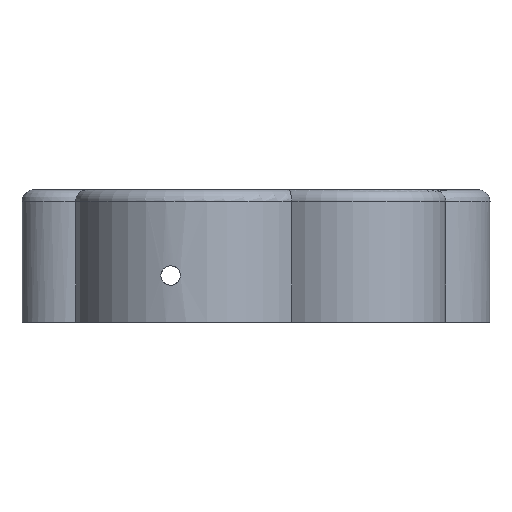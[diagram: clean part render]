
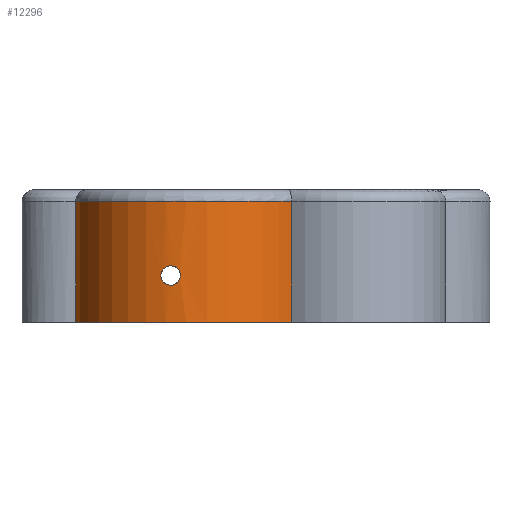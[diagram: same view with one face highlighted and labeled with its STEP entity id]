
A CAD part, left-side view. The second image highlights one B-rep face of the part: STEP entity #12296.
In plain terms, the highlighted cylindrical face has radius 38.396 mm (diameter 76.792 mm), a partial arc.
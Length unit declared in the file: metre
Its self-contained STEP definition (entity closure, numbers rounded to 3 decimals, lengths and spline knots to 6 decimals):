
#22=CYLINDRICAL_SURFACE('',#13190,0.038396);
#563=B_SPLINE_CURVE_WITH_KNOTS('',3,(#18866,#18867,#18868,#18869,#18870,
#18871,#18872,#18873,#18874,#18875,#18876),.UNSPECIFIED.,.T.,.F.,(1,1,1,
1,1,1,1,1,1,1,1,1,1,1,1),(-0.007515,-0.00501,-0.002505,
0.,0.002505,0.00501,0.007515,0.010021,
0.012526,0.015031,0.017536,0.020041,
0.022546,0.025051,0.027556),.UNSPECIFIED.);
#922=CIRCLE('',#13191,0.038396);
#923=CIRCLE('',#13192,0.038396);
#1829=ORIENTED_EDGE('',*,*,#5681,.T.);
#1830=ORIENTED_EDGE('',*,*,#5682,.F.);
#1831=ORIENTED_EDGE('',*,*,#5683,.T.);
#1832=ORIENTED_EDGE('',*,*,#5678,.T.);
#1833=ORIENTED_EDGE('',*,*,#5684,.T.);
#5678=EDGE_CURVE('',#7603,#7604,#8582,.T.);
#5681=EDGE_CURVE('',#7605,#7605,#563,.T.);
#5682=EDGE_CURVE('',#7606,#7607,#8583,.T.);
#5683=EDGE_CURVE('',#7606,#7603,#922,.F.);
#5684=EDGE_CURVE('',#7604,#7607,#923,.T.);
#7603=VERTEX_POINT('',#18845);
#7604=VERTEX_POINT('',#18846);
#7605=VERTEX_POINT('',#18877);
#7606=VERTEX_POINT('',#18879);
#7607=VERTEX_POINT('',#18880);
#8582=LINE('',#18844,#9655);
#8583=LINE('',#18878,#9656);
#9655=VECTOR('',#14717,1.);
#9656=VECTOR('',#14720,1.);
#10554=EDGE_LOOP('',(#1829));
#10555=EDGE_LOOP('',(#1830,#1831,#1832,#1833));
#11310=FACE_BOUND('',#10554,.T.);
#11311=FACE_BOUND('',#10555,.T.);
#12296=ADVANCED_FACE('',(#11310,#11311),#22,.T.);
#13190=AXIS2_PLACEMENT_3D('',#18865,#14718,#14719);
#13191=AXIS2_PLACEMENT_3D('',#18881,#14721,#14722);
#13192=AXIS2_PLACEMENT_3D('',#18882,#14723,#14724);
#14717=DIRECTION('',(0.,0.,-1.));
#14718=DIRECTION('',(0.,0.,-1.));
#14719=DIRECTION('',(-1.,0.,0.));
#14720=DIRECTION('',(0.,0.,-1.));
#14721=DIRECTION('',(0.,0.,1.));
#14722=DIRECTION('',(1.,0.,0.));
#14723=DIRECTION('',(0.,0.,1.));
#14724=DIRECTION('',(1.,0.,0.));
#18844=CARTESIAN_POINT('',(-0.008298,0.05715,0.0381));
#18845=CARTESIAN_POINT('',(-0.008298,0.05715,0.03937));
#18846=CARTESIAN_POINT('',(-0.008298,0.05715,0.));
#18865=CARTESIAN_POINT('',(-0.029443,0.025101,0.0381));
#18866=CARTESIAN_POINT('',(-0.067547,0.029955,0.012743));
#18867=CARTESIAN_POINT('',(-0.067163,0.03245,0.01173));
#18868=CARTESIAN_POINT('',(-0.066585,0.034898,0.012728));
#18869=CARTESIAN_POINT('',(-0.066266,0.035969,0.015215));
#18870=CARTESIAN_POINT('',(-0.066576,0.034929,0.017725));
#18871=CARTESIAN_POINT('',(-0.067156,0.032489,0.018749));
#18872=CARTESIAN_POINT('',(-0.067542,0.029991,0.017769));
#18873=CARTESIAN_POINT('',(-0.067646,0.028915,0.015266));
#18874=CARTESIAN_POINT('',(-0.067547,0.029955,0.012743));
#18875=CARTESIAN_POINT('',(-0.067163,0.03245,0.01173));
#18876=CARTESIAN_POINT('',(-0.066585,0.034898,0.012728));
#18877=CARTESIAN_POINT('',(-0.067131,0.032443,0.012065));
#18878=CARTESIAN_POINT('',(-0.050588,-0.006948,0.0381));
#18879=CARTESIAN_POINT('',(-0.050588,-0.006948,0.03937));
#18880=CARTESIAN_POINT('',(-0.050588,-0.006948,0.));
#18881=CARTESIAN_POINT('',(-0.029443,0.025101,0.03937));
#18882=CARTESIAN_POINT('',(-0.029443,0.025101,0.));
